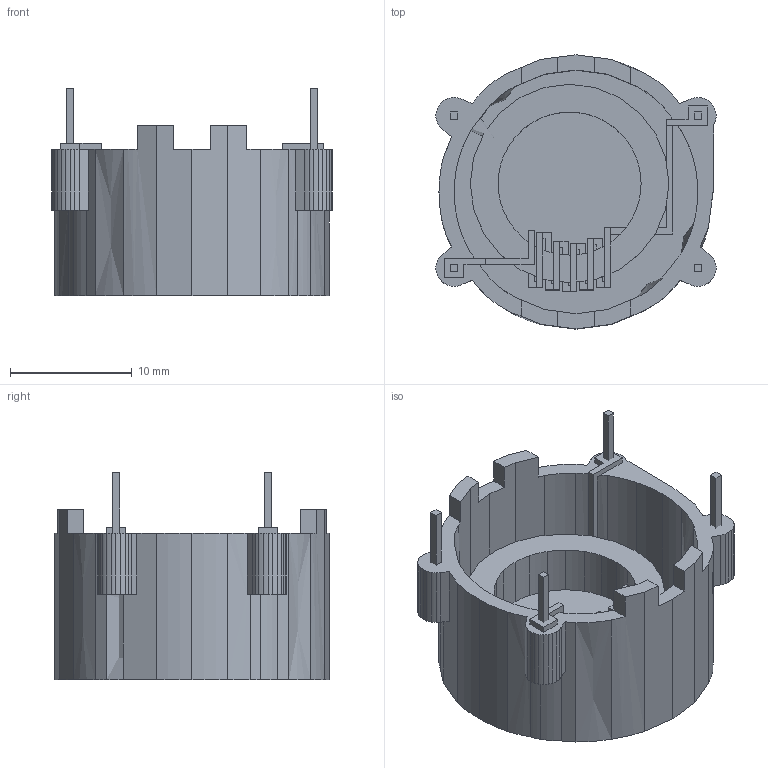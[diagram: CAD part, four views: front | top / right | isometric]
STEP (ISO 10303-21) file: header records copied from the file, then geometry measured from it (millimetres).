
FILE_DESCRIPTION(('FreeCAD Model'),'2;1');
FILE_NAME('X22Hr.stp', '2014-07-08T13:09:38',('FreeCAD'),('FreeCAD'), 'Open CASCADE STEP processor 6.3','FreeCAD','Unknown');
FILE_SCHEMA(('AUTOMOTIVE_DESIGN_CC2 { 1 2 10303 214 -1 1 5 4 }'));
Length unit declared in the file: millimetre
Products named in the file (6): X22Hr003; X22Hr001; X22Hr; X22Hr004; X22Hr002; X22Hr005
Bounding box: 23 x 22.5 x 17 mm (x, y, z)
Volume: 1852.8 mm3; surface area: 3416.3 mm2
Topology: 6 solids, 6 shells, 674 faces, 1962 edges, 1307 vertices
Faces by surface type: plane 589, cylinder 69, cone 16
Entity records: 51434 total; most frequent: CARTESIAN_POINT 12747, DIRECTION 6961, LINE 5077, VECTOR 5077, ORIENTED_EDGE 3924, PCURVE 3924, DEFINITIONAL_REPRESENTATION 3924, EDGE_CURVE 1962
